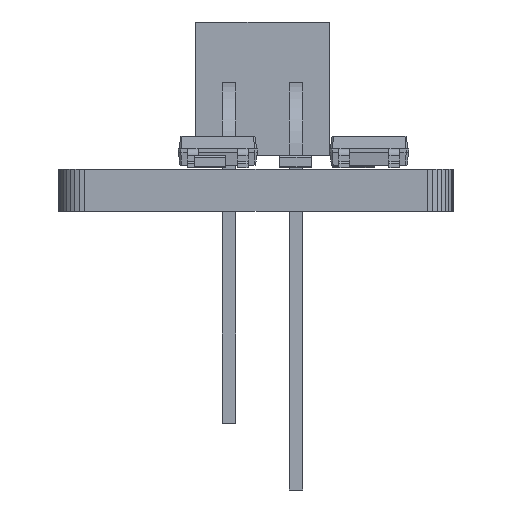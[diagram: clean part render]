
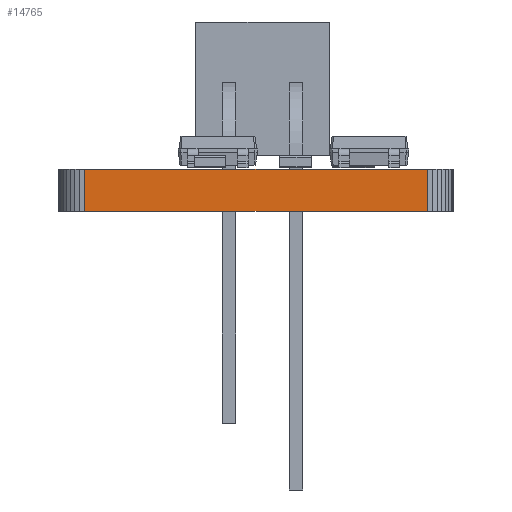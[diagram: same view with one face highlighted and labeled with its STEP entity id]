
A CAD part, front view. The second image highlights one B-rep face of the part: STEP entity #14765.
In plain terms, the highlighted planar face has unit normal (0, -1, 0).
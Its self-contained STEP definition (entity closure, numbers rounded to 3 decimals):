
#8782 = PLANE('',#8783);
#8783 = AXIS2_PLACEMENT_3D('',#8784,#8785,#8786);
#8784 = CARTESIAN_POINT('',(0.,0.,1.6)
  );
#8785 = DIRECTION('',(-0.,-0.,-1.));
#8786 = DIRECTION('',(-1.,0.,0.));
#8836 = PLANE('',#8837);
#8837 = AXIS2_PLACEMENT_3D('',#8838,#8839,#8840);
#8838 = CARTESIAN_POINT('',(0.,0.,0.));
#8839 = DIRECTION('',(-0.,-0.,-1.));
#8840 = DIRECTION('',(-1.,0.,0.));
#9841 = VERTEX_POINT('',#9842);
#9842 = CARTESIAN_POINT('',(6.5,-20.,0.));
#9856 = PLANE('',#9857);
#9857 = AXIS2_PLACEMENT_3D('',#9858,#9859,#9860);
#9858 = CARTESIAN_POINT('',(6.695,-19.981,0.));
#9859 = DIRECTION('',(0.098,-0.995,0.));
#9860 = DIRECTION('',(-0.995,-0.098,0.));
#9868 = EDGE_CURVE('',#9841,#9869,#9871,.T.);
#9869 = VERTEX_POINT('',#9870);
#9870 = CARTESIAN_POINT('',(-6.5,-20.,0.));
#9871 = SURFACE_CURVE('',#9872,(#9876,#9883),.PCURVE_S1.);
#9872 = LINE('',#9873,#9874);
#9873 = CARTESIAN_POINT('',(6.5,-20.,0.));
#9874 = VECTOR('',#9875,1.);
#9875 = DIRECTION('',(-1.,0.,0.));
#9876 = PCURVE('',#8836,#9877);
#9877 = DEFINITIONAL_REPRESENTATION('',(#9878),#9882);
#9878 = LINE('',#9879,#9880);
#9879 = CARTESIAN_POINT('',(-6.5,-20.));
#9880 = VECTOR('',#9881,1.);
#9881 = DIRECTION('',(1.,0.));
#9882 = ( GEOMETRIC_REPRESENTATION_CONTEXT(2) 
PARAMETRIC_REPRESENTATION_CONTEXT() REPRESENTATION_CONTEXT('2D SPACE',''
  ) );
#9883 = PCURVE('',#9884,#9889);
#9884 = PLANE('',#9885);
#9885 = AXIS2_PLACEMENT_3D('',#9886,#9887,#9888);
#9886 = CARTESIAN_POINT('',(6.5,-20.,0.));
#9887 = DIRECTION('',(0.,-1.,0.));
#9888 = DIRECTION('',(-1.,0.,0.));
#9889 = DEFINITIONAL_REPRESENTATION('',(#9890),#9894);
#9890 = LINE('',#9891,#9892);
#9891 = CARTESIAN_POINT('',(0.,-0.));
#9892 = VECTOR('',#9893,1.);
#9893 = DIRECTION('',(1.,0.));
#9894 = ( GEOMETRIC_REPRESENTATION_CONTEXT(2) 
PARAMETRIC_REPRESENTATION_CONTEXT() REPRESENTATION_CONTEXT('2D SPACE',''
  ) );
#9912 = PLANE('',#9913);
#9913 = AXIS2_PLACEMENT_3D('',#9914,#9915,#9916);
#9914 = CARTESIAN_POINT('',(-6.5,-20.,0.));
#9915 = DIRECTION('',(-0.098,-0.995,0.));
#9916 = DIRECTION('',(-0.995,0.098,0.));
#11916 = VERTEX_POINT('',#11917);
#11917 = CARTESIAN_POINT('',(6.5,-20.,1.6));
#11938 = EDGE_CURVE('',#11916,#11939,#11941,.T.);
#11939 = VERTEX_POINT('',#11940);
#11940 = CARTESIAN_POINT('',(-6.5,-20.,1.6));
#11941 = SURFACE_CURVE('',#11942,(#11946,#11953),.PCURVE_S1.);
#11942 = LINE('',#11943,#11944);
#11943 = CARTESIAN_POINT('',(6.5,-20.,1.6));
#11944 = VECTOR('',#11945,1.);
#11945 = DIRECTION('',(-1.,0.,0.));
#11946 = PCURVE('',#8782,#11947);
#11947 = DEFINITIONAL_REPRESENTATION('',(#11948),#11952);
#11948 = LINE('',#11949,#11950);
#11949 = CARTESIAN_POINT('',(-6.5,-20.));
#11950 = VECTOR('',#11951,1.);
#11951 = DIRECTION('',(1.,0.));
#11952 = ( GEOMETRIC_REPRESENTATION_CONTEXT(2) 
PARAMETRIC_REPRESENTATION_CONTEXT() REPRESENTATION_CONTEXT('2D SPACE',''
  ) );
#11953 = PCURVE('',#9884,#11954);
#11954 = DEFINITIONAL_REPRESENTATION('',(#11955),#11959);
#11955 = LINE('',#11956,#11957);
#11956 = CARTESIAN_POINT('',(0.,-1.6));
#11957 = VECTOR('',#11958,1.);
#11958 = DIRECTION('',(1.,0.));
#11959 = ( GEOMETRIC_REPRESENTATION_CONTEXT(2) 
PARAMETRIC_REPRESENTATION_CONTEXT() REPRESENTATION_CONTEXT('2D SPACE',''
  ) );
#14717 = EDGE_CURVE('',#9841,#11916,#14718,.T.);
#14718 = SURFACE_CURVE('',#14719,(#14723,#14730),.PCURVE_S1.);
#14719 = LINE('',#14720,#14721);
#14720 = CARTESIAN_POINT('',(6.5,-20.,0.));
#14721 = VECTOR('',#14722,1.);
#14722 = DIRECTION('',(0.,0.,1.));
#14723 = PCURVE('',#9856,#14724);
#14724 = DEFINITIONAL_REPRESENTATION('',(#14725),#14729);
#14725 = LINE('',#14726,#14727);
#14726 = CARTESIAN_POINT('',(0.196,0.));
#14727 = VECTOR('',#14728,1.);
#14728 = DIRECTION('',(0.,-1.));
#14729 = ( GEOMETRIC_REPRESENTATION_CONTEXT(2) 
PARAMETRIC_REPRESENTATION_CONTEXT() REPRESENTATION_CONTEXT('2D SPACE',''
  ) );
#14730 = PCURVE('',#9884,#14731);
#14731 = DEFINITIONAL_REPRESENTATION('',(#14732),#14736);
#14732 = LINE('',#14733,#14734);
#14733 = CARTESIAN_POINT('',(0.,-0.));
#14734 = VECTOR('',#14735,1.);
#14735 = DIRECTION('',(0.,-1.));
#14736 = ( GEOMETRIC_REPRESENTATION_CONTEXT(2) 
PARAMETRIC_REPRESENTATION_CONTEXT() REPRESENTATION_CONTEXT('2D SPACE',''
  ) );
#14765 = ADVANCED_FACE('',(#14766),#9884,.T.);
#14766 = FACE_BOUND('',#14767,.T.);
#14767 = EDGE_LOOP('',(#14768,#14769,#14770,#14791));
#14768 = ORIENTED_EDGE('',*,*,#14717,.T.);
#14769 = ORIENTED_EDGE('',*,*,#11938,.T.);
#14770 = ORIENTED_EDGE('',*,*,#14771,.F.);
#14771 = EDGE_CURVE('',#9869,#11939,#14772,.T.);
#14772 = SURFACE_CURVE('',#14773,(#14777,#14784),.PCURVE_S1.);
#14773 = LINE('',#14774,#14775);
#14774 = CARTESIAN_POINT('',(-6.5,-20.,0.));
#14775 = VECTOR('',#14776,1.);
#14776 = DIRECTION('',(0.,0.,1.));
#14777 = PCURVE('',#9884,#14778);
#14778 = DEFINITIONAL_REPRESENTATION('',(#14779),#14783);
#14779 = LINE('',#14780,#14781);
#14780 = CARTESIAN_POINT('',(13.,0.));
#14781 = VECTOR('',#14782,1.);
#14782 = DIRECTION('',(0.,-1.));
#14783 = ( GEOMETRIC_REPRESENTATION_CONTEXT(2) 
PARAMETRIC_REPRESENTATION_CONTEXT() REPRESENTATION_CONTEXT('2D SPACE',''
  ) );
#14784 = PCURVE('',#9912,#14785);
#14785 = DEFINITIONAL_REPRESENTATION('',(#14786),#14790);
#14786 = LINE('',#14787,#14788);
#14787 = CARTESIAN_POINT('',(0.,0.));
#14788 = VECTOR('',#14789,1.);
#14789 = DIRECTION('',(0.,-1.));
#14790 = ( GEOMETRIC_REPRESENTATION_CONTEXT(2) 
PARAMETRIC_REPRESENTATION_CONTEXT() REPRESENTATION_CONTEXT('2D SPACE',''
  ) );
#14791 = ORIENTED_EDGE('',*,*,#9868,.F.);
